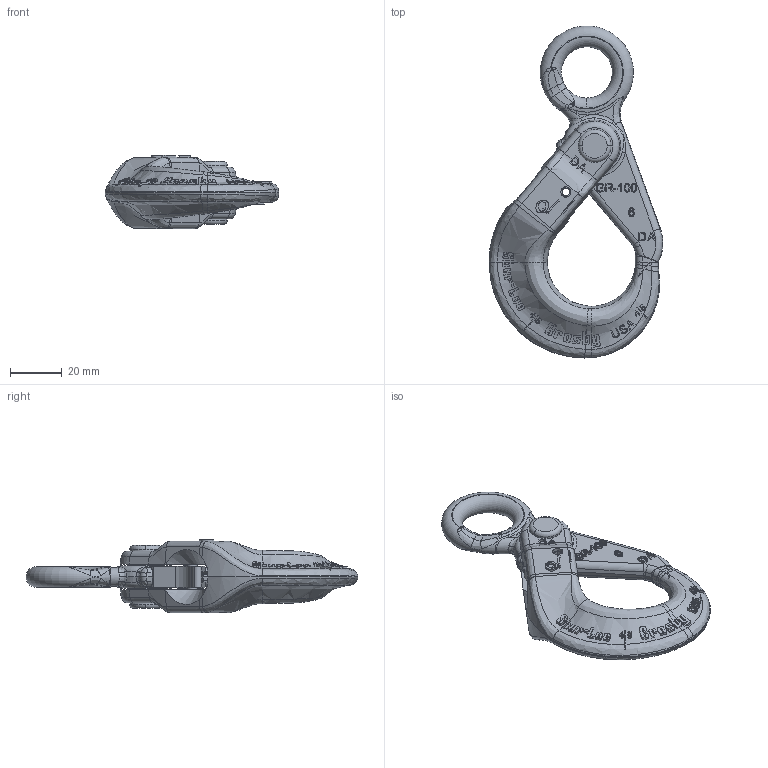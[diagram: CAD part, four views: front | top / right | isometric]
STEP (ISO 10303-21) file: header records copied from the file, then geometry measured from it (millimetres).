
FILE_DESCRIPTION((''),'2;1');
FILE_NAME('CROSBY_1316_6MM_1022896','2006-11-08T',('ADoughty'),('The Crosby Group, Inc.'),'PRO/ENGINEER BY PARAMETRIC TECHNOLOGY CORPORATION, 2006080','PRO/ENGINEER BY PARAMETRIC TECHNOLOGY CORPORATION, 2006080','');
FILE_SCHEMA(('CONFIG_CONTROL_DESIGN'));
Length unit declared in the file: inch
Products named in the file (1): CROSBY_1316_6MM_1022896
Bounding box: 67.3 x 128.47 x 28.45 mm (x, y, z)
Volume: 48262.9 mm3; surface area: 19299.7 mm2
Topology: 2 solids, 2 shells, 931 faces, 2411 edges, 1544 vertices
Faces by surface type: plane 479, bspline 194, extrusion 125, cylinder 82, torus 30, cone 19, sphere 2
Entity records: 41962 total; most frequent: CARTESIAN_POINT 21703, ORIENTED_EDGE 4822, DIRECTION 2974, EDGE_CURVE 2411, VERTEX_POINT 1544, VECTOR 1224, B_SPLINE_CURVE_WITH_KNOTS 1174, LINE 1099
